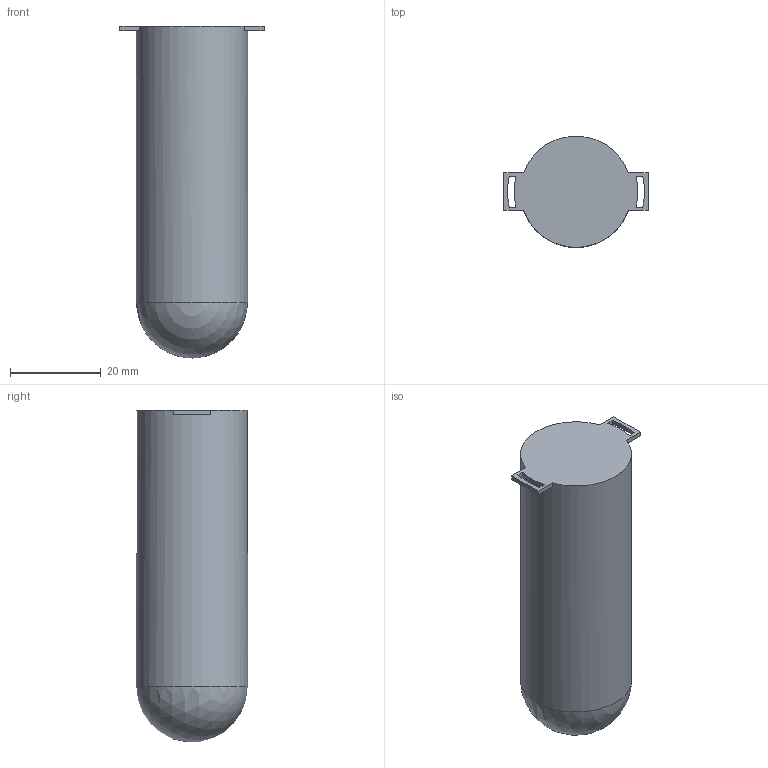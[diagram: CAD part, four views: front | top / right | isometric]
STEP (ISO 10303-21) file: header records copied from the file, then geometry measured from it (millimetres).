
FILE_DESCRIPTION(/* description */ ('STEP AP242','CAx-IF Rec.Pracs.---Representation and Presentation of Product Manufacturing Information (PMI)---4.0---2014-10-13','CAx-IF Rec.Pracs.---3D Tessellated Geometry---0.4---2014-09-14','2;1'),/* implementation_level */ '2;1');
FILE_NAME(/* name */ '65767cf54acfe91135142a59',/* time_stamp */ '2023-12-11T03:07:33Z',/* author */ (''),/* organization */ (''),/* preprocessor_version */ 'ST-DEVELOPER v19.4',/* originating_system */ ' ',/* authorisation */ ' ');
FILE_SCHEMA (('AP242_MANAGED_MODEL_BASED_3D_ENGINEERING_MIM_LF { 1 0 10303 442 1 1 4 }'));
Length unit declared in the file: metre
Products named in the file (1): Part 2
Bounding box: 31.79 x 24.5 x 73.16 mm (x, y, z)
Volume: 10922.8 mm3; surface area: 11038.7 mm2
Topology: 1 solids, 2 shells, 22 faces, 62 edges, 40 vertices
Faces by surface type: plane 14, cylinder 6, sphere 2
Full cylindrical faces by diameter (mm): 20.5 x1, 24.5 x1
Entity records: 662 total; most frequent: DIRECTION 112, CARTESIAN_POINT 109, ORIENTED_EDGE 102, EDGE_CURVE 51, AXIS2_PLACEMENT_3D 38, LINE 36, VECTOR 36, VERTEX_POINT 35
